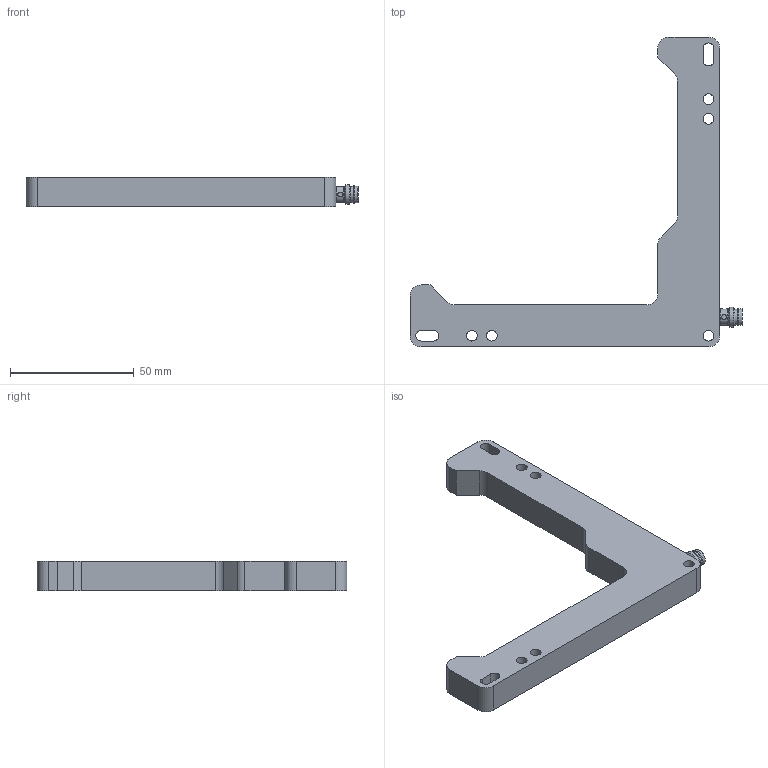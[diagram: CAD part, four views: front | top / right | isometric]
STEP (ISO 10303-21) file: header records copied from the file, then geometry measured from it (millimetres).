
FILE_DESCRIPTION (( 'STEP AP214' ), '1' );
FILE_NAME ('PSWI-0N-7F.STEP', '2018-05-30T16:57:02', ( '' ), ( '' ), 'SwSTEP 2.0', 'SolidWorks 2017', '' );
FILE_SCHEMA (( 'AUTOMOTIVE_DESIGN' ));
Length unit declared in the file: inch
Products named in the file (1): PSWI-0N-7F
Bounding box: 134 x 125 x 12 mm (x, y, z)
Volume: 50982.6 mm3; surface area: 16286.3 mm2
Topology: 1 solids, 1 shells, 91 faces, 221 edges, 146 vertices
Faces by surface type: plane 43, cylinder 41, cone 4, bspline 2, torus 1
Full cylindrical faces by diameter (mm): 1 x3, 2 x4, 3 x2, 4.3 x5, 5.8 x1, 6.52 x3, 6.7 x1, 6.9 x1, 7.7 x2, 8 x1
Entity records: 3829 total; most frequent: CARTESIAN_POINT 568, DIRECTION 438, ORIENTED_EDGE 356, EDGE_CURVE 178, AXIS2_PLACEMENT_3D 174, EDGE_LOOP 152, VERTEX_POINT 136, FACE_OUTER_BOUND 115
